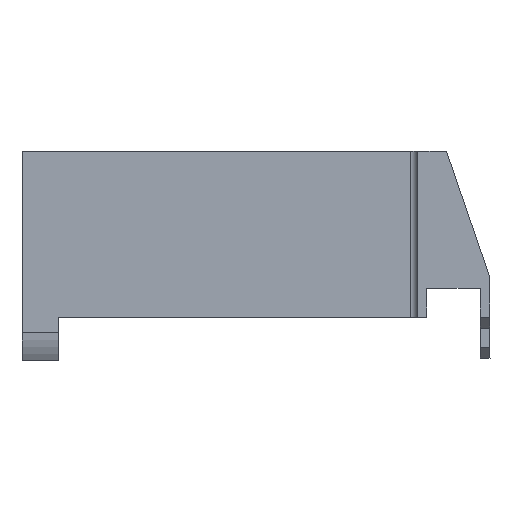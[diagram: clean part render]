
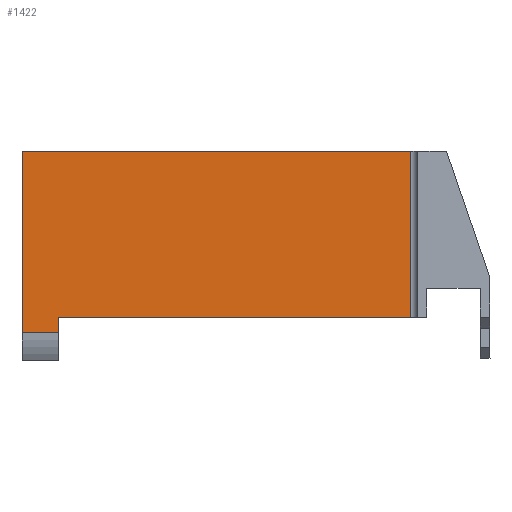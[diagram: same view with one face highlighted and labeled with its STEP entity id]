
A CAD part, left-side view. The second image highlights one B-rep face of the part: STEP entity #1422.
In plain terms, the highlighted planar face has unit normal (-1, 0, 0).
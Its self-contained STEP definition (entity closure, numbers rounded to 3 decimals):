
#136=FACE_OUTER_BOUND('',#211,.T.);
#211=EDGE_LOOP('',(#1100,#1101,#1102,#1103,#1104,#1105));
#300=LINE('',#2410,#453);
#312=LINE('',#2445,#465);
#315=LINE('',#2453,#468);
#335=LINE('',#2493,#488);
#336=LINE('',#2496,#489);
#337=LINE('',#2499,#490);
#453=VECTOR('',#1684,10.);
#465=VECTOR('',#1716,10.);
#468=VECTOR('',#1725,10.);
#488=VECTOR('',#1767,10.);
#489=VECTOR('',#1772,10.);
#490=VECTOR('',#1777,10.);
#616=VERTEX_POINT('',#2407);
#617=VERTEX_POINT('',#2409);
#628=VERTEX_POINT('',#2438);
#630=VERTEX_POINT('',#2443);
#632=VERTEX_POINT('',#2451);
#641=VERTEX_POINT('',#2491);
#771=EDGE_CURVE('',#617,#616,#300,.T.);
#789=EDGE_CURVE('',#628,#630,#312,.F.);
#793=EDGE_CURVE('',#630,#632,#315,.T.);
#814=EDGE_CURVE('',#616,#641,#335,.T.);
#815=EDGE_CURVE('',#628,#641,#336,.T.);
#816=EDGE_CURVE('',#617,#632,#337,.F.);
#1100=ORIENTED_EDGE('',*,*,#771,.T.);
#1101=ORIENTED_EDGE('',*,*,#814,.T.);
#1102=ORIENTED_EDGE('',*,*,#815,.F.);
#1103=ORIENTED_EDGE('',*,*,#789,.T.);
#1104=ORIENTED_EDGE('',*,*,#793,.T.);
#1105=ORIENTED_EDGE('',*,*,#816,.F.);
#1361=PLANE('',#1528);
#1422=ADVANCED_FACE('',(#136),#1361,.F.);
#1528=AXIS2_PLACEMENT_3D('',#2498,#1775,#1776);
#1684=DIRECTION('',(0.,-0.001,-1.));
#1716=DIRECTION('',(0.,1.,-0.001));
#1725=DIRECTION('',(0.,0.001,1.));
#1767=DIRECTION('',(0.,-1.,0.001));
#1772=DIRECTION('',(0.,-0.001,-1.));
#1775=DIRECTION('center_axis',(1.,0.,0.));
#1776=DIRECTION('ref_axis',(0.,1.,-0.001));
#1777=DIRECTION('',(0.,1.,-0.001));
#2407=CARTESIAN_POINT('',(-84.621,119.154,-336.331));
#2409=CARTESIAN_POINT('',(-84.621,119.185,-286.191));
#2410=CARTESIAN_POINT('',(-84.621,119.157,-332.191));
#2438=CARTESIAN_POINT('',(-84.621,109.157,-332.185));
#2443=CARTESIAN_POINT('',(-84.621,11.657,-332.126));
#2445=CARTESIAN_POINT('',(-84.621,2.654,-332.12));
#2451=CARTESIAN_POINT('',(-84.621,11.685,-286.126));
#2453=CARTESIAN_POINT('',(-84.621,11.659,-328.126));
#2491=CARTESIAN_POINT('',(-84.621,109.154,-336.325));
#2493=CARTESIAN_POINT('',(-84.621,109.154,-336.325));
#2496=CARTESIAN_POINT('',(-84.621,109.157,-332.185));
#2498=CARTESIAN_POINT('Origin',(-84.621,-8.838,-324.113));
#2499=CARTESIAN_POINT('',(-84.621,2.684,-286.12));
